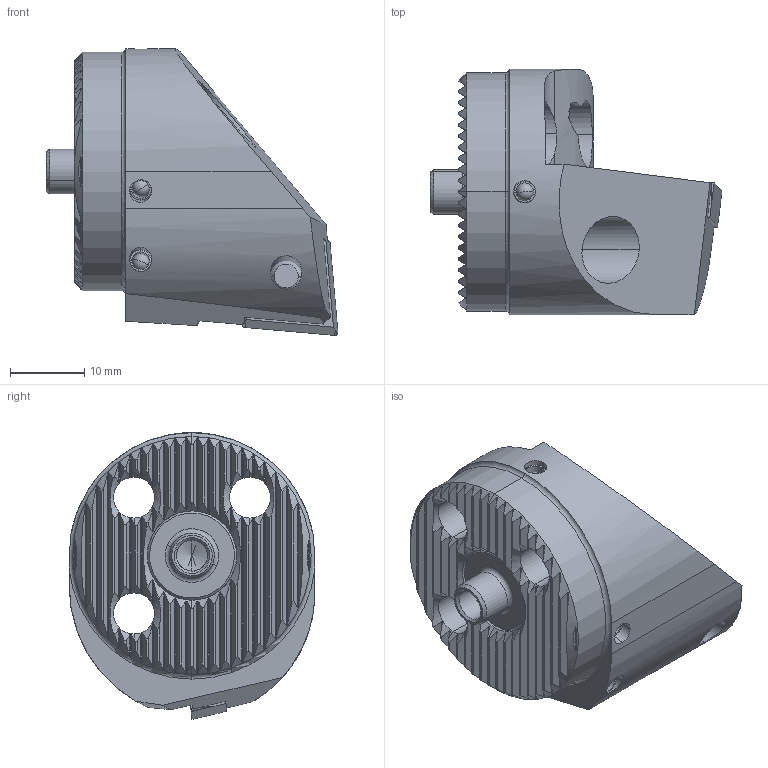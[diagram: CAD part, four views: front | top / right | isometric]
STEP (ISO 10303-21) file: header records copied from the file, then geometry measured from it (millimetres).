
FILE_DESCRIPTION (( 'STEP AP214' ), '1' );
FILE_NAME ('WK2.BCC.RLB.035.STEP', '2020-09-16T12:07:38', ( '' ), ( '' ), 'SwSTEP 2.0', 'SolidWorks 2017', '' );
FILE_SCHEMA (( 'AUTOMOTIVE_DESIGN' ));
Length unit declared in the file: millimetre
Products named in the file (7): WK2-BCC.RLB.035_A; KVT_MB_600_030; CCMT120404; WCC-ER2.001.010_A; WK2-ER1.001.012_A_Fertigbearbeitung; WKX-ER1.004.005_A_PreviewCfg; WK2.BCC.RLB.035
Assembly tree (9 placements, depth 2):
  WK2.BCC.RLB.035
    WK2-BCC.RLB.035_A
    CCMT120404
    WCC-ER2.001.010_A
    KVT_MB_600_030  x3
    WKX-ER1.004.005_A_PreviewCfg  x2
    WK2-ER1.001.012_A_Fertigbearbeitung
Bounding box: 39.2 x 33 x 38.5 mm (x, y, z)
Volume: 16981.8 mm3; surface area: 8751.7 mm2
Topology: 12 solids, 12 shells, 553 faces, 1447 edges, 899 vertices
Faces by surface type: plane 193, cylinder 189, cone 133, torus 16, bspline 16, sphere 6
Entity records: 16939 total; most frequent: CARTESIAN_POINT 5516, ORIENTED_EDGE 2504, DIRECTION 2036, EDGE_CURVE 1252, VERTEX_POINT 800, AXIS2_PLACEMENT_3D 781, EDGE_LOOP 502, LINE 474
